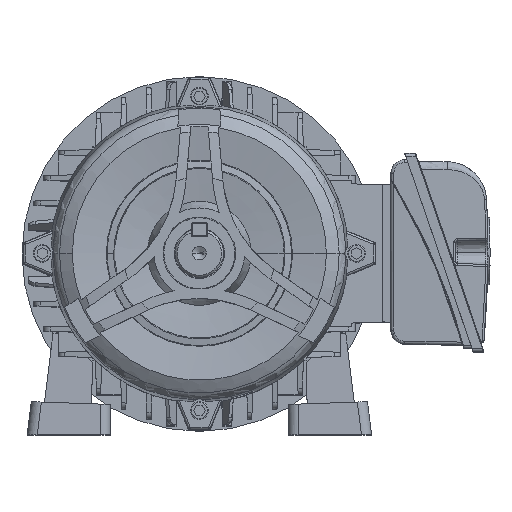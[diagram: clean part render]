
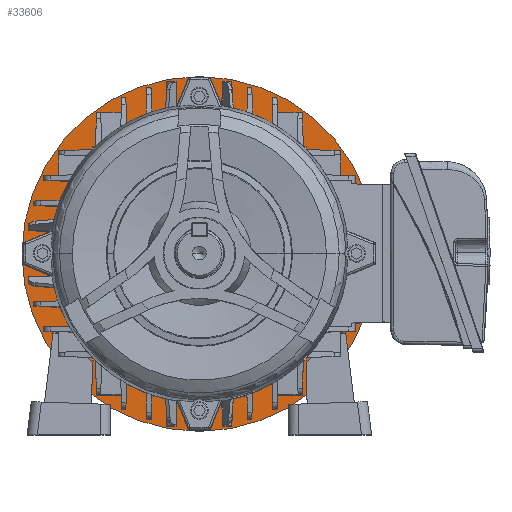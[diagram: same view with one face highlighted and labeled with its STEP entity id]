
A CAD part, top view. The second image highlights one B-rep face of the part: STEP entity #33606.
In plain terms, the highlighted face is planar.
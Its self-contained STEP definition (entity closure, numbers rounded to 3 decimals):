
#1102 = ORIENTED_EDGE ( 'NONE', *, *, #5360, .T. ) ;
#5013 = DIRECTION ( 'NONE',  ( 0., 0., -1. ) ) ;
#5360 = EDGE_CURVE ( 'NONE', #12111, #10980, #37921, .T. ) ;
#10980 = VERTEX_POINT ( 'NONE', #54302 ) ;
#12111 = VERTEX_POINT ( 'NONE', #36968 ) ;
#13354 = AXIS2_PLACEMENT_3D ( 'NONE', #46402, #41836, #51528 ) ;
#21286 = AXIS2_PLACEMENT_3D ( 'NONE', #45521, #27846, #31826 ) ;
#22880 = AXIS2_PLACEMENT_3D ( 'NONE', #44078, #5013, #39790 ) ;
#27689 = EDGE_LOOP ( 'NONE', ( #1102, #35372 ) ) ;
#27846 = DIRECTION ( 'NONE',  ( 0., 0., -1. ) ) ;
#30958 = PLANE ( 'NONE',  #22880 ) ;
#31826 = DIRECTION ( 'NONE',  ( -1., 0., 0. ) ) ;
#33606 = ADVANCED_FACE ( 'NONE', ( #52639 ), #30958, .T. ) ;
#35372 = ORIENTED_EDGE ( 'NONE', *, *, #54751, .T. ) ;
#36745 = CIRCLE ( 'NONE', #21286, 88. ) ;
#36968 = CARTESIAN_POINT ( 'NONE',  ( -88., 0., 0. ) ) ;
#37921 = CIRCLE ( 'NONE', #13354, 88. ) ;
#39790 = DIRECTION ( 'NONE',  ( -1., 0., 0. ) ) ;
#41836 = DIRECTION ( 'NONE',  ( 0., 0., -1. ) ) ;
#44078 = CARTESIAN_POINT ( 'NONE',  ( 0., 0., 0. ) ) ;
#45521 = CARTESIAN_POINT ( 'NONE',  ( 0., 0., 0. ) ) ;
#46402 = CARTESIAN_POINT ( 'NONE',  ( 0., 0., 0. ) ) ;
#51528 = DIRECTION ( 'NONE',  ( -1., 0., 0. ) ) ;
#52639 = FACE_OUTER_BOUND ( 'NONE', #27689, .T. ) ;
#54302 = CARTESIAN_POINT ( 'NONE',  ( 88., 0., 0. ) ) ;
#54751 = EDGE_CURVE ( 'NONE', #10980, #12111, #36745, .T. ) ;
